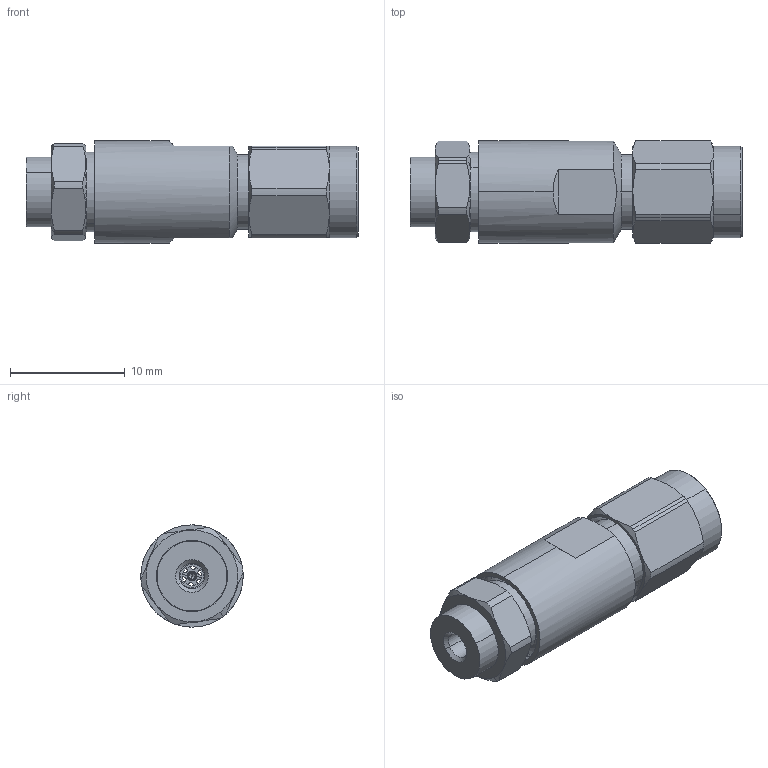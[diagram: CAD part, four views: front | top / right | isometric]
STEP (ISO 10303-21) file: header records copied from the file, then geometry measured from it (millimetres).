
FILE_DESCRIPTION (( 'STEP AP203' ), '1' );
FILE_NAME ('ÑÐ-50-5-01-Â-01.STEP', '2020-05-22T05:41:33', ( 'Admin' ), ( '' ), 'SwSTEP 2.0', 'SolidWorks 2012', '' );
FILE_SCHEMA (( 'CONFIG_CONTROL_DESIGN' ));
Length unit declared in the file: millimetre
Products named in the file (1): ﾑﾐ-50-5-01-ﾂ-01
Bounding box: 28.9 x 8.9 x 8.9 mm (x, y, z)
Volume: 1276.9 mm3; surface area: 2539.1 mm2
Topology: 9 solids, 9 shells, 294 faces, 674 edges, 412 vertices
Faces by surface type: cylinder 116, plane 75, cone 63, bspline 40
Entity records: 9844 total; most frequent: CARTESIAN_POINT 3231, DIRECTION 1403, ORIENTED_EDGE 1344, EDGE_CURVE 672, AXIS2_PLACEMENT_3D 588, VERTEX_POINT 412, EDGE_LOOP 336, CIRCLE 333
